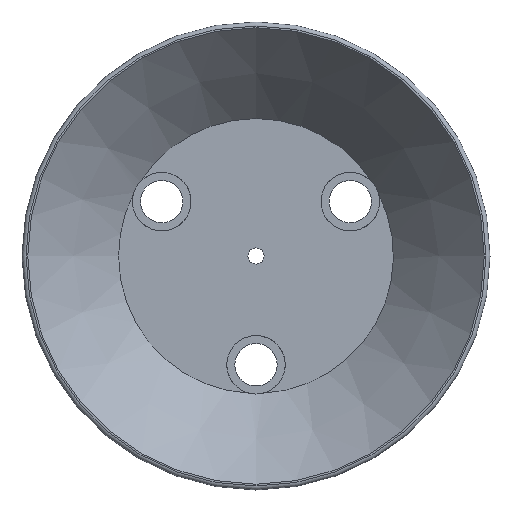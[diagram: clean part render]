
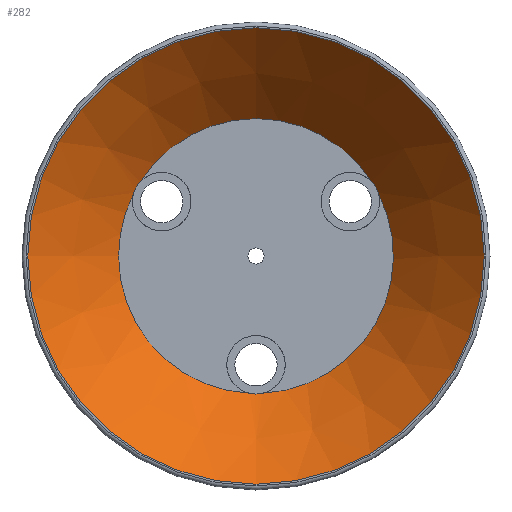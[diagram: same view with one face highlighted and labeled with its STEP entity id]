
A CAD part, front view. The second image highlights one B-rep face of the part: STEP entity #282.
In plain terms, the highlighted conical face has half-angle 42 degrees and reference radius 45.365 mm.
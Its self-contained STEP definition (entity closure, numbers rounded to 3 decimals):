
#17=CONICAL_SURFACE('',#330,45.365,0.733);
#33=B_SPLINE_CURVE_WITH_KNOTS('',3,(#457,#458,#459,#460,#461,#462),
 .UNSPECIFIED.,.F.,.F.,(4,2,4),(1.56,1.714,1.867),
 .UNSPECIFIED.);
#34=B_SPLINE_CURVE_WITH_KNOTS('',3,(#472,#473,#474,#475,#476,#477),
 .UNSPECIFIED.,.F.,.F.,(4,2,4),(1.56,1.714,1.867),
 .UNSPECIFIED.);
#35=B_SPLINE_CURVE_WITH_KNOTS('',3,(#516,#517,#518,#519,#520,#521),
 .UNSPECIFIED.,.F.,.F.,(4,2,4),(1.56,1.714,1.867),
 .UNSPECIFIED.);
#46=FACE_OUTER_BOUND('',#65,.T.);
#65=EDGE_LOOP('',(#227,#228,#229,#230,#231,#232,#233,#234,#235,#236));
#83=LINE('',#510,#92);
#92=VECTOR('',#411,45.365);
#112=CIRCLE('',#329,56.62);
#113=CIRCLE('',#331,34.11);
#114=CIRCLE('',#332,34.11);
#115=CIRCLE('',#333,34.11);
#116=CIRCLE('',#334,34.11);
#126=VERTEX_POINT('',#454);
#127=VERTEX_POINT('',#456);
#130=VERTEX_POINT('',#469);
#131=VERTEX_POINT('',#471);
#140=VERTEX_POINT('',#506);
#141=VERTEX_POINT('',#509);
#142=VERTEX_POINT('',#513);
#143=VERTEX_POINT('',#515);
#154=EDGE_CURVE('',#127,#126,#33,.T.);
#159=EDGE_CURVE('',#131,#130,#34,.T.);
#173=EDGE_CURVE('',#140,#140,#112,.T.);
#174=EDGE_CURVE('',#140,#141,#83,.T.);
#175=EDGE_CURVE('',#131,#141,#113,.T.);
#176=EDGE_CURVE('',#127,#130,#114,.T.);
#177=EDGE_CURVE('',#142,#126,#115,.T.);
#178=EDGE_CURVE('',#142,#143,#35,.T.);
#179=EDGE_CURVE('',#141,#143,#116,.T.);
#227=ORIENTED_EDGE('',*,*,#173,.T.);
#228=ORIENTED_EDGE('',*,*,#174,.T.);
#229=ORIENTED_EDGE('',*,*,#175,.F.);
#230=ORIENTED_EDGE('',*,*,#159,.T.);
#231=ORIENTED_EDGE('',*,*,#176,.F.);
#232=ORIENTED_EDGE('',*,*,#154,.T.);
#233=ORIENTED_EDGE('',*,*,#177,.F.);
#234=ORIENTED_EDGE('',*,*,#178,.T.);
#235=ORIENTED_EDGE('',*,*,#179,.F.);
#236=ORIENTED_EDGE('',*,*,#174,.F.);
#282=ADVANCED_FACE('',(#46),#17,.F.);
#329=AXIS2_PLACEMENT_3D('',#507,#407,#408);
#330=AXIS2_PLACEMENT_3D('',#508,#409,#410);
#331=AXIS2_PLACEMENT_3D('',#511,#412,#413);
#332=AXIS2_PLACEMENT_3D('',#512,#414,#415);
#333=AXIS2_PLACEMENT_3D('',#514,#416,#417);
#334=AXIS2_PLACEMENT_3D('',#522,#418,#419);
#407=DIRECTION('center_axis',(0.,-1.,0.));
#408=DIRECTION('ref_axis',(1.,0.,0.));
#409=DIRECTION('center_axis',(0.,-1.,0.));
#410=DIRECTION('ref_axis',(1.,0.,0.));
#411=DIRECTION('',(0.669,0.743,0.));
#412=DIRECTION('center_axis',(0.,-1.,0.));
#413=DIRECTION('ref_axis',(1.,0.,0.));
#414=DIRECTION('center_axis',(0.,-1.,0.));
#415=DIRECTION('ref_axis',(1.,0.,0.));
#416=DIRECTION('center_axis',(0.,-1.,0.));
#417=DIRECTION('ref_axis',(1.,0.,0.));
#418=DIRECTION('center_axis',(0.,-1.,0.));
#419=DIRECTION('ref_axis',(1.,0.,0.));
#454=CARTESIAN_POINT('',(30.305,0.,15.654));
#456=CARTESIAN_POINT('',(28.709,0.,18.418));
#457=CARTESIAN_POINT('Ctrl Pts',(28.709,0.,
18.418));
#458=CARTESIAN_POINT('Ctrl Pts',(29.078,-0.105,18.019));
#459=CARTESIAN_POINT('Ctrl Pts',(29.405,-0.156,17.569));
#460=CARTESIAN_POINT('Ctrl Pts',(29.917,-0.156,16.681));
#461=CARTESIAN_POINT('Ctrl Pts',(30.144,-0.105,16.173));
#462=CARTESIAN_POINT('Ctrl Pts',(30.305,0.,
15.654));
#469=CARTESIAN_POINT('',(-28.709,0.,18.418));
#471=CARTESIAN_POINT('',(-30.305,0.,15.654));
#472=CARTESIAN_POINT('Ctrl Pts',(-30.305,0.,
15.654));
#473=CARTESIAN_POINT('Ctrl Pts',(-30.144,-0.105,16.173));
#474=CARTESIAN_POINT('Ctrl Pts',(-29.917,-0.156,16.681));
#475=CARTESIAN_POINT('Ctrl Pts',(-29.405,-0.156,17.569));
#476=CARTESIAN_POINT('Ctrl Pts',(-29.078,-0.105,18.019));
#477=CARTESIAN_POINT('Ctrl Pts',(-28.709,0.,
18.418));
#506=CARTESIAN_POINT('',(-56.62,-25.,0.));
#507=CARTESIAN_POINT('Origin',(0.,-25.,0.));
#508=CARTESIAN_POINT('Origin',(0.,-12.5,0.));
#509=CARTESIAN_POINT('',(-34.11,0.,0.));
#510=CARTESIAN_POINT('',(-45.365,-12.5,0.));
#511=CARTESIAN_POINT('Origin',(0.,0.,0.));
#512=CARTESIAN_POINT('Origin',(0.,0.,0.));
#513=CARTESIAN_POINT('',(1.596,0.,-34.072));
#514=CARTESIAN_POINT('Origin',(0.,0.,0.));
#515=CARTESIAN_POINT('',(-1.596,0.,-34.072));
#516=CARTESIAN_POINT('Ctrl Pts',(1.596,0.,
-34.072));
#517=CARTESIAN_POINT('Ctrl Pts',(1.066,-0.105,-34.192));
#518=CARTESIAN_POINT('Ctrl Pts',(0.512,-0.156,-34.25));
#519=CARTESIAN_POINT('Ctrl Pts',(-0.512,-0.156,
-34.25));
#520=CARTESIAN_POINT('Ctrl Pts',(-1.066,-0.105,-34.192));
#521=CARTESIAN_POINT('Ctrl Pts',(-1.596,0.,
-34.072));
#522=CARTESIAN_POINT('Origin',(0.,0.,0.));
